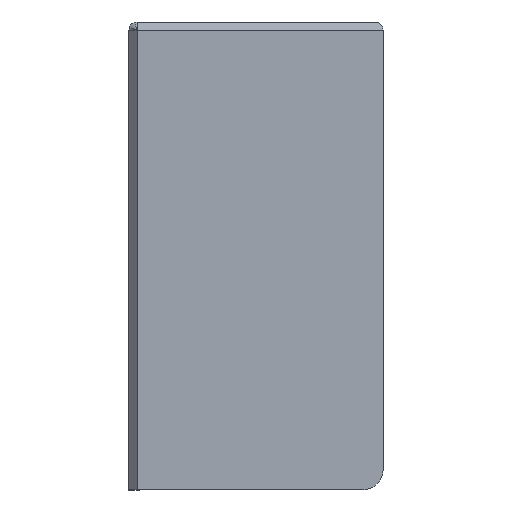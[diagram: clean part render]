
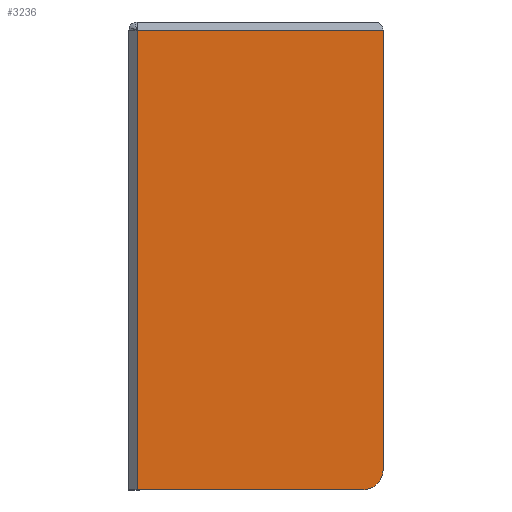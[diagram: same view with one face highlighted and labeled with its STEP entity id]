
A CAD part, top view. The second image highlights one B-rep face of the part: STEP entity #3236.
In plain terms, the highlighted planar face has unit normal (0, 0, 1).
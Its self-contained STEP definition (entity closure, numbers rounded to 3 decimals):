
#142=PLANE('',#3454);
#297=FACE_OUTER_BOUND('',#466,.T.);
#466=EDGE_LOOP('',(#2876,#2877,#2878,#2879,#2880));
#860=LINE('',#5133,#1268);
#863=LINE('',#5139,#1271);
#868=LINE('',#5150,#1276);
#876=LINE('',#5172,#1284);
#1268=VECTOR('',#4151,10.);
#1271=VECTOR('',#4156,10.);
#1276=VECTOR('',#4165,10.);
#1284=VECTOR('',#4197,10.);
#1366=CIRCLE('',#3438,10.);
#1645=VERTEX_POINT('',#5126);
#1646=VERTEX_POINT('',#5128);
#1647=VERTEX_POINT('',#5132);
#1649=VERTEX_POINT('',#5138);
#1651=VERTEX_POINT('',#5144);
#2063=EDGE_CURVE('',#1645,#1646,#1366,.T.);
#2065=EDGE_CURVE('',#1647,#1646,#860,.T.);
#2068=EDGE_CURVE('',#1647,#1649,#863,.T.);
#2074=EDGE_CURVE('',#1649,#1651,#868,.T.);
#2085=EDGE_CURVE('',#1645,#1651,#876,.T.);
#2876=ORIENTED_EDGE('',*,*,#2063,.F.);
#2877=ORIENTED_EDGE('',*,*,#2085,.T.);
#2878=ORIENTED_EDGE('',*,*,#2074,.F.);
#2879=ORIENTED_EDGE('',*,*,#2068,.F.);
#2880=ORIENTED_EDGE('',*,*,#2065,.T.);
#3236=ADVANCED_FACE('',(#297),#142,.T.);
#3438=AXIS2_PLACEMENT_3D('',#5129,#4146,#4147);
#3454=AXIS2_PLACEMENT_3D('',#5171,#4195,#4196);
#4146=DIRECTION('center_axis',(0.,0.,-1.));
#4147=DIRECTION('ref_axis',(0.707,-0.707,0.));
#4151=DIRECTION('',(1.,0.,0.));
#4156=DIRECTION('',(0.,1.,0.));
#4165=DIRECTION('',(1.,0.,0.));
#4195=DIRECTION('center_axis',(0.,0.,1.));
#4196=DIRECTION('ref_axis',(1.,0.,0.));
#4197=DIRECTION('',(0.,1.,0.));
#5126=CARTESIAN_POINT('',(150.,-250.,4.));
#5128=CARTESIAN_POINT('',(140.,-260.,4.));
#5129=CARTESIAN_POINT('Origin',(140.,-250.,4.));
#5132=CARTESIAN_POINT('',(29.,-260.,4.));
#5133=CARTESIAN_POINT('',(25.,-260.,4.));
#5138=CARTESIAN_POINT('',(29.,-34.,4.));
#5139=CARTESIAN_POINT('',(29.,-87.5,4.));
#5144=CARTESIAN_POINT('',(150.,-34.,4.));
#5150=CARTESIAN_POINT('',(118.75,-34.,4.));
#5171=CARTESIAN_POINT('Origin',(87.5,-145.,4.));
#5172=CARTESIAN_POINT('',(150.,-260.,4.));
